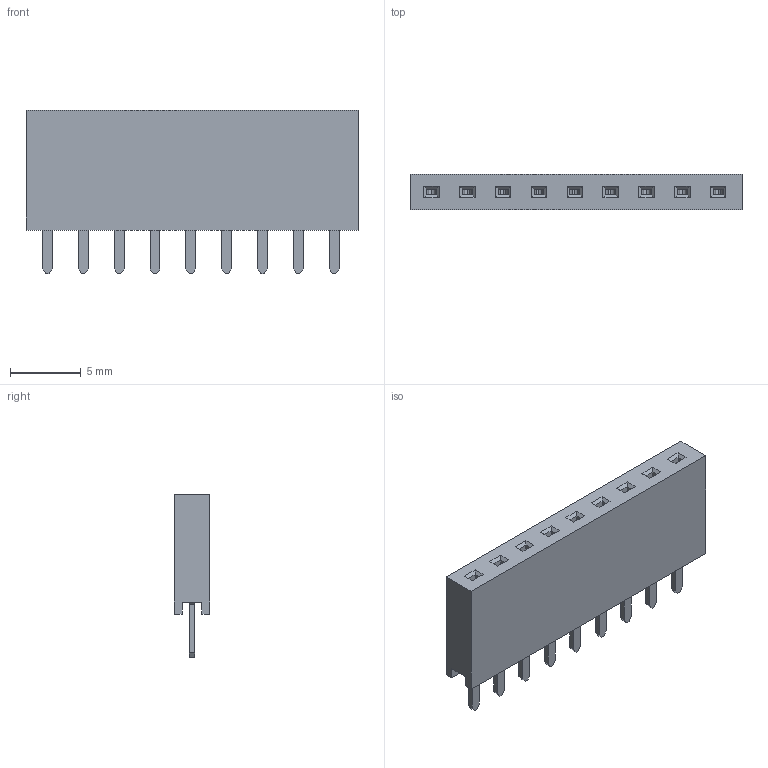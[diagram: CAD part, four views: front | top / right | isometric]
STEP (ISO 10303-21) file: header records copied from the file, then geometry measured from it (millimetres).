
FILE_DESCRIPTION (( 'STEP AP214' ), '1' );
FILE_NAME ('Strip_9pinF.STEP', '2026-02-15T19:57:18', ( '' ), ( '' ), 'SwSTEP 2.0', 'SolidWorks 2024', '' );
FILE_SCHEMA (( 'AUTOMOTIVE_DESIGN' ));
Length unit declared in the file: millimetre
Products named in the file (1): Strip_9pinF
Bounding box: 23.52 x 2.5 x 11.6 mm (x, y, z)
Volume: 454.1 mm3; surface area: 1200.6 mm2
Topology: 11 solids, 11 shells, 354 faces, 960 edges, 628 vertices
Faces by surface type: plane 318, cylinder 18, bspline 18
Entity records: 15165 total; most frequent: CARTESIAN_POINT 2321, ORIENTED_EDGE 1920, DIRECTION 1634, EDGE_CURVE 960, VECTOR 888, LINE 888, VERTEX_POINT 628, AXIS2_PLACEMENT_3D 373
